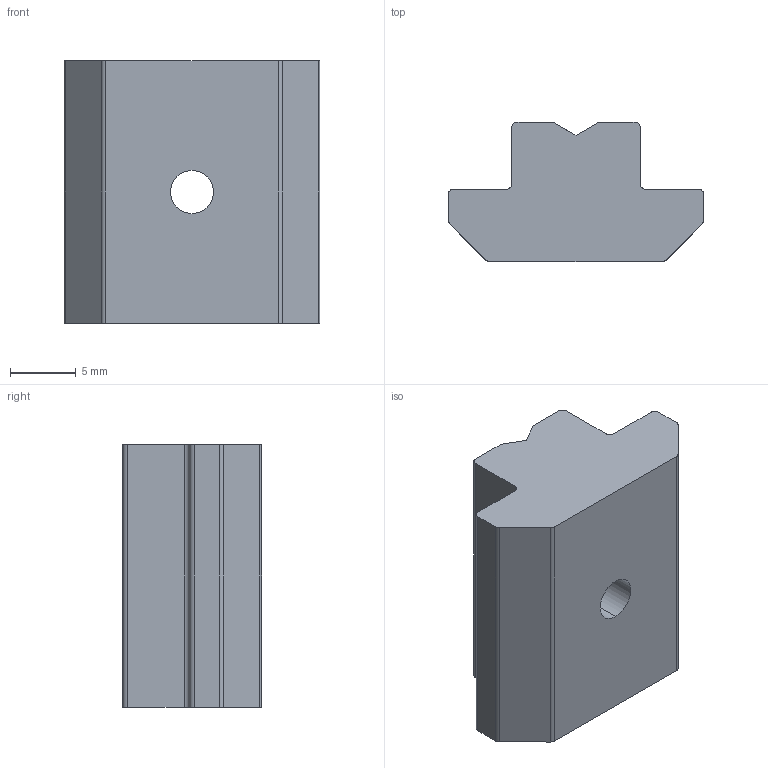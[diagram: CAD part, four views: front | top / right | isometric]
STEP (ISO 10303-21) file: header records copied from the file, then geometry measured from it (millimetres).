
FILE_DESCRIPTION (( 'STEP AP203' ), '1' );
FILE_NAME ('084.302.043.STEP', '2013-01-25T08:13:51', ( 'Alusic' ), ( 'Alusic' ), 'SwSTEP 2.0', 'SolidWorks 2011', '' );
FILE_SCHEMA (( 'CONFIG_CONTROL_DESIGN' ));
Length unit declared in the file: millimetre
Products named in the file (1): 084.302.043
Bounding box: 19.5 x 10.6 x 20 mm (x, y, z)
Volume: 2842.7 mm3; surface area: 1502.7 mm2
Topology: 1 solids, 1 shells, 27 faces, 76 edges, 50 vertices
Faces by surface type: plane 15, cylinder 12
Entity records: 961 total; most frequent: CARTESIAN_POINT 172, ORIENTED_EDGE 152, DIRECTION 148, EDGE_CURVE 76, AXIS2_PLACEMENT_3D 50, VERTEX_POINT 50, VECTOR 48, LINE 48
